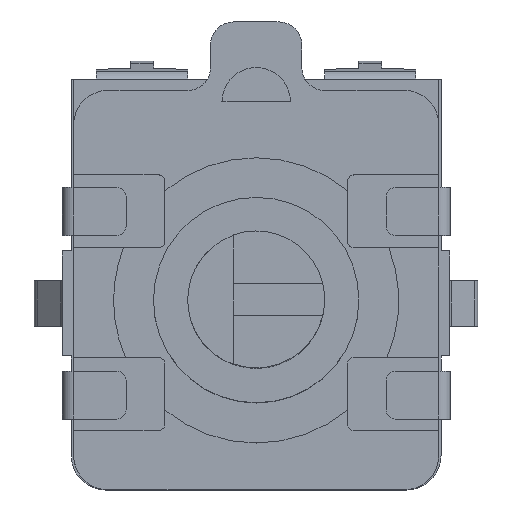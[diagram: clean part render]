
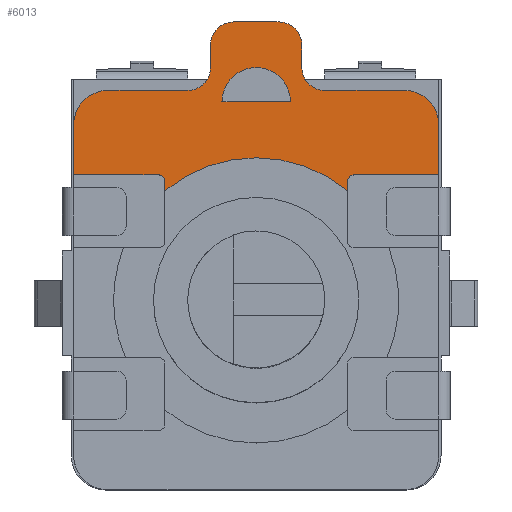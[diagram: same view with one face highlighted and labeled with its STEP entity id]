
A CAD part, top view. The second image highlights one B-rep face of the part: STEP entity #6013.
In plain terms, the highlighted planar face has unit normal (0, 0, 1).
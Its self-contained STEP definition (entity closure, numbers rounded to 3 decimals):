
#5818=CARTESIAN_POINT('',(0.,0.,3.));
#5819=DIRECTION('',(0.,0.,1.));
#5820=DIRECTION('',(-1.,0.,0.));
#5821=AXIS2_PLACEMENT_3D('',#5818,#5819,#5820);
#5822=PLANE('',#5821);
#5823=CARTESIAN_POINT('',(9.5,17.,3.));
#5824=VERTEX_POINT('',#5823);
#5825=CARTESIAN_POINT('',(6.5,17.,3.));
#5826=VERTEX_POINT('',#5825);
#5827=CARTESIAN_POINT('',(8.,17.,3.));
#5828=DIRECTION('',(0.,0.,1.));
#5829=DIRECTION('',(1.,0.,-0.));
#5830=AXIS2_PLACEMENT_3D('',#5827,#5828,#5829);
#5831=CIRCLE('',#5830,1.5);
#5832=EDGE_CURVE('',#5824,#5826,#5831,.T.);
#5833=ORIENTED_EDGE('',*,*,#5832,.F.);
#5834=CARTESIAN_POINT('',(6.5,17.,3.));
#5835=DIRECTION('',(1.,0.,-0.));
#5836=VECTOR('',#5835,3.);
#5837=LINE('',#5834,#5836);
#5838=EDGE_CURVE('',#5826,#5824,#5837,.T.);
#5839=ORIENTED_EDGE('',*,*,#5838,.F.);
#5840=EDGE_LOOP('',(#5833,#5839));
#5841=FACE_BOUND('',#5840,.T.);
#5842=CARTESIAN_POINT('',(3.7,13.8,3.));
#5843=VERTEX_POINT('',#5842);
#5844=CARTESIAN_POINT('',(-0.,13.8,3.));
#5845=VERTEX_POINT('',#5844);
#5846=CARTESIAN_POINT('',(3.7,13.8,3.));
#5847=DIRECTION('',(-1.,0.,0.));
#5848=VECTOR('',#5847,3.7);
#5849=LINE('',#5846,#5848);
#5850=EDGE_CURVE('',#5843,#5845,#5849,.T.);
#5851=ORIENTED_EDGE('',*,*,#5850,.F.);
#5852=CARTESIAN_POINT('',(4.,13.5,3.));
#5853=VERTEX_POINT('',#5852);
#5854=CARTESIAN_POINT('',(3.7,13.5,3.));
#5855=DIRECTION('',(-0.,-0.,-1.));
#5856=DIRECTION('',(1.,0.,-0.));
#5857=AXIS2_PLACEMENT_3D('',#5854,#5855,#5856);
#5858=CIRCLE('',#5857,0.3);
#5859=EDGE_CURVE('',#5843,#5853,#5858,.T.);
#5860=ORIENTED_EDGE('',*,*,#5859,.T.);
#5861=CARTESIAN_POINT('',(4.,13.102,3.));
#5862=VERTEX_POINT('',#5861);
#5863=CARTESIAN_POINT('',(4.,13.5,3.));
#5864=DIRECTION('',(0.,-1.,0.));
#5865=VECTOR('',#5864,0.398);
#5866=LINE('',#5863,#5865);
#5867=EDGE_CURVE('',#5853,#5862,#5866,.T.);
#5868=ORIENTED_EDGE('',*,*,#5867,.T.);
#5869=CARTESIAN_POINT('',(12.,13.102,3.));
#5870=VERTEX_POINT('',#5869);
#5871=CARTESIAN_POINT('',(8.,8.3,3.));
#5872=DIRECTION('',(0.,0.,1.));
#5873=DIRECTION('',(1.,0.,-0.));
#5874=AXIS2_PLACEMENT_3D('',#5871,#5872,#5873);
#5875=CIRCLE('',#5874,6.25);
#5876=EDGE_CURVE('',#5870,#5862,#5875,.T.);
#5877=ORIENTED_EDGE('',*,*,#5876,.F.);
#5878=CARTESIAN_POINT('',(12.,13.5,3.));
#5879=VERTEX_POINT('',#5878);
#5880=CARTESIAN_POINT('',(12.,13.102,3.));
#5881=DIRECTION('',(0.,1.,0.));
#5882=VECTOR('',#5881,0.398);
#5883=LINE('',#5880,#5882);
#5884=EDGE_CURVE('',#5870,#5879,#5883,.T.);
#5885=ORIENTED_EDGE('',*,*,#5884,.T.);
#5886=CARTESIAN_POINT('',(12.3,13.8,3.));
#5887=VERTEX_POINT('',#5886);
#5888=CARTESIAN_POINT('',(12.3,13.5,3.));
#5889=DIRECTION('',(-0.,-0.,-1.));
#5890=DIRECTION('',(1.,0.,-0.));
#5891=AXIS2_PLACEMENT_3D('',#5888,#5889,#5890);
#5892=CIRCLE('',#5891,0.3);
#5893=EDGE_CURVE('',#5879,#5887,#5892,.T.);
#5894=ORIENTED_EDGE('',*,*,#5893,.T.);
#5895=CARTESIAN_POINT('',(16.,13.8,3.));
#5896=VERTEX_POINT('',#5895);
#5897=CARTESIAN_POINT('',(16.,13.8,3.));
#5898=DIRECTION('',(-1.,0.,0.));
#5899=VECTOR('',#5898,3.7);
#5900=LINE('',#5897,#5899);
#5901=EDGE_CURVE('',#5896,#5887,#5900,.T.);
#5902=ORIENTED_EDGE('',*,*,#5901,.F.);
#5903=CARTESIAN_POINT('',(16.,16.,3.));
#5904=VERTEX_POINT('',#5903);
#5905=CARTESIAN_POINT('',(16.,13.8,3.));
#5906=DIRECTION('',(0.,1.,0.));
#5907=VECTOR('',#5906,2.2);
#5908=LINE('',#5905,#5907);
#5909=EDGE_CURVE('',#5896,#5904,#5908,.T.);
#5910=ORIENTED_EDGE('',*,*,#5909,.T.);
#5911=CARTESIAN_POINT('',(14.5,17.5,3.));
#5912=VERTEX_POINT('',#5911);
#5913=CARTESIAN_POINT('',(14.5,16.,3.));
#5914=DIRECTION('',(0.,0.,1.));
#5915=DIRECTION('',(1.,0.,-0.));
#5916=AXIS2_PLACEMENT_3D('',#5913,#5914,#5915);
#5917=CIRCLE('',#5916,1.5);
#5918=EDGE_CURVE('',#5904,#5912,#5917,.T.);
#5919=ORIENTED_EDGE('',*,*,#5918,.T.);
#5920=CARTESIAN_POINT('',(11.,17.5,3.));
#5921=VERTEX_POINT('',#5920);
#5922=CARTESIAN_POINT('',(14.5,17.5,3.));
#5923=DIRECTION('',(-1.,-0.,0.));
#5924=VECTOR('',#5923,3.5);
#5925=LINE('',#5922,#5924);
#5926=EDGE_CURVE('',#5912,#5921,#5925,.T.);
#5927=ORIENTED_EDGE('',*,*,#5926,.T.);
#5928=CARTESIAN_POINT('',(10.,18.5,3.));
#5929=VERTEX_POINT('',#5928);
#5930=CARTESIAN_POINT('',(11.,18.5,3.));
#5931=DIRECTION('',(-0.,-0.,-1.));
#5932=DIRECTION('',(1.,0.,-0.));
#5933=AXIS2_PLACEMENT_3D('',#5930,#5931,#5932);
#5934=CIRCLE('',#5933,1.);
#5935=EDGE_CURVE('',#5921,#5929,#5934,.T.);
#5936=ORIENTED_EDGE('',*,*,#5935,.T.);
#5937=CARTESIAN_POINT('',(10.,19.5,3.));
#5938=VERTEX_POINT('',#5937);
#5939=CARTESIAN_POINT('',(10.,19.5,3.));
#5940=DIRECTION('',(0.,-1.,0.));
#5941=VECTOR('',#5940,1.);
#5942=LINE('',#5939,#5941);
#5943=EDGE_CURVE('',#5938,#5929,#5942,.T.);
#5944=ORIENTED_EDGE('',*,*,#5943,.F.);
#5945=CARTESIAN_POINT('',(9.,20.5,3.));
#5946=VERTEX_POINT('',#5945);
#5947=CARTESIAN_POINT('',(9.,19.5,3.));
#5948=DIRECTION('',(0.,0.,1.));
#5949=DIRECTION('',(1.,0.,-0.));
#5950=AXIS2_PLACEMENT_3D('',#5947,#5948,#5949);
#5951=CIRCLE('',#5950,1.);
#5952=EDGE_CURVE('',#5938,#5946,#5951,.T.);
#5953=ORIENTED_EDGE('',*,*,#5952,.T.);
#5954=CARTESIAN_POINT('',(7.,20.5,3.));
#5955=VERTEX_POINT('',#5954);
#5956=CARTESIAN_POINT('',(7.,20.5,3.));
#5957=DIRECTION('',(1.,0.,0.));
#5958=VECTOR('',#5957,2.);
#5959=LINE('',#5956,#5958);
#5960=EDGE_CURVE('',#5955,#5946,#5959,.T.);
#5961=ORIENTED_EDGE('',*,*,#5960,.F.);
#5962=CARTESIAN_POINT('',(6.,19.5,3.));
#5963=VERTEX_POINT('',#5962);
#5964=CARTESIAN_POINT('',(7.,19.5,3.));
#5965=DIRECTION('',(0.,0.,1.));
#5966=DIRECTION('',(1.,0.,-0.));
#5967=AXIS2_PLACEMENT_3D('',#5964,#5965,#5966);
#5968=CIRCLE('',#5967,1.);
#5969=EDGE_CURVE('',#5955,#5963,#5968,.T.);
#5970=ORIENTED_EDGE('',*,*,#5969,.T.);
#5971=CARTESIAN_POINT('',(6.,18.5,3.));
#5972=VERTEX_POINT('',#5971);
#5973=CARTESIAN_POINT('',(6.,18.5,3.));
#5974=DIRECTION('',(-0.,1.,0.));
#5975=VECTOR('',#5974,1.);
#5976=LINE('',#5973,#5975);
#5977=EDGE_CURVE('',#5972,#5963,#5976,.T.);
#5978=ORIENTED_EDGE('',*,*,#5977,.F.);
#5979=CARTESIAN_POINT('',(5.,17.5,3.));
#5980=VERTEX_POINT('',#5979);
#5981=CARTESIAN_POINT('',(5.,18.5,3.));
#5982=DIRECTION('',(-0.,-0.,-1.));
#5983=DIRECTION('',(1.,0.,-0.));
#5984=AXIS2_PLACEMENT_3D('',#5981,#5982,#5983);
#5985=CIRCLE('',#5984,1.);
#5986=EDGE_CURVE('',#5972,#5980,#5985,.T.);
#5987=ORIENTED_EDGE('',*,*,#5986,.T.);
#5988=CARTESIAN_POINT('',(1.5,17.5,3.));
#5989=VERTEX_POINT('',#5988);
#5990=CARTESIAN_POINT('',(5.,17.5,3.));
#5991=DIRECTION('',(-1.,-0.,0.));
#5992=VECTOR('',#5991,3.5);
#5993=LINE('',#5990,#5992);
#5994=EDGE_CURVE('',#5980,#5989,#5993,.T.);
#5995=ORIENTED_EDGE('',*,*,#5994,.T.);
#5996=CARTESIAN_POINT('',(-0.,16.,3.));
#5997=VERTEX_POINT('',#5996);
#5998=CARTESIAN_POINT('',(1.5,16.,3.));
#5999=DIRECTION('',(0.,0.,1.));
#6000=DIRECTION('',(1.,0.,-0.));
#6001=AXIS2_PLACEMENT_3D('',#5998,#5999,#6000);
#6002=CIRCLE('',#6001,1.5);
#6003=EDGE_CURVE('',#5989,#5997,#6002,.T.);
#6004=ORIENTED_EDGE('',*,*,#6003,.T.);
#6005=CARTESIAN_POINT('',(-0.,16.,3.));
#6006=DIRECTION('',(0.,-1.,0.));
#6007=VECTOR('',#6006,2.2);
#6008=LINE('',#6005,#6007);
#6009=EDGE_CURVE('',#5997,#5845,#6008,.T.);
#6010=ORIENTED_EDGE('',*,*,#6009,.T.);
#6011=EDGE_LOOP('',(#5851,#5860,#5868,#5877,#5885,#5894,#5902,#5910,#5919,#5927,#5936,#5944,#5953,#5961,#5970,#5978,#5987,#5995,#6004,#6010));
#6012=FACE_BOUND('',#6011,.T.);
#6013=ADVANCED_FACE('',(#5841,#6012),#5822,.T.);
